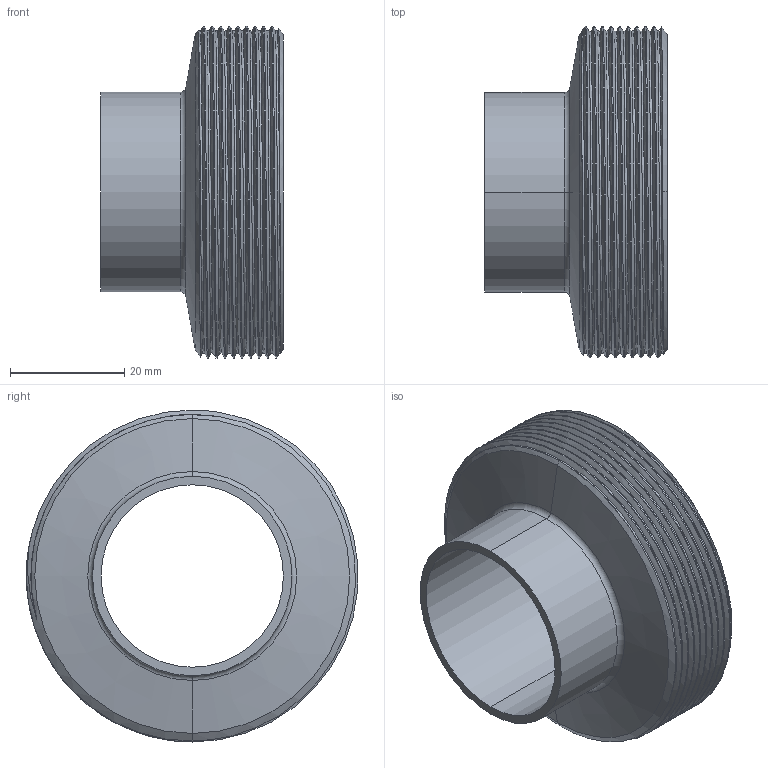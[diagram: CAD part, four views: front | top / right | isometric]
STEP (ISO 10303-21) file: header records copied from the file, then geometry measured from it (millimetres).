
FILE_DESCRIPTION (( 'STEP AP203' ), '1' );
FILE_NAME ('3D-M2010P_35x1.5_174072030_174074030.STEP', '2024-09-05T06:11:13', ( '' ), ( '' ), 'SwSTEP 2.0', 'SolidWorks 2024', '' );
FILE_SCHEMA (( 'CONFIG_CONTROL_DESIGN' ));
Length unit declared in the file: millimetre
Products named in the file (1): 3D-M2010P_35x1.5_174072030_174074030
Bounding box: 32 x 58.16 x 58.24 mm (x, y, z)
Volume: 25128 mm3; surface area: 13145.6 mm2
Topology: 1 solids, 1 shells, 44 faces, 112 edges, 72 vertices
Faces by surface type: cylinder 27, cone 8, plane 4, bspline 3, torus 2
Entity records: 3481 total; most frequent: CARTESIAN_POINT 2461, ORIENTED_EDGE 224, DIRECTION 174, EDGE_CURVE 112, VERTEX_POINT 72, AXIS2_PLACEMENT_3D 70, EDGE_LOOP 48, ADVANCED_FACE 44
